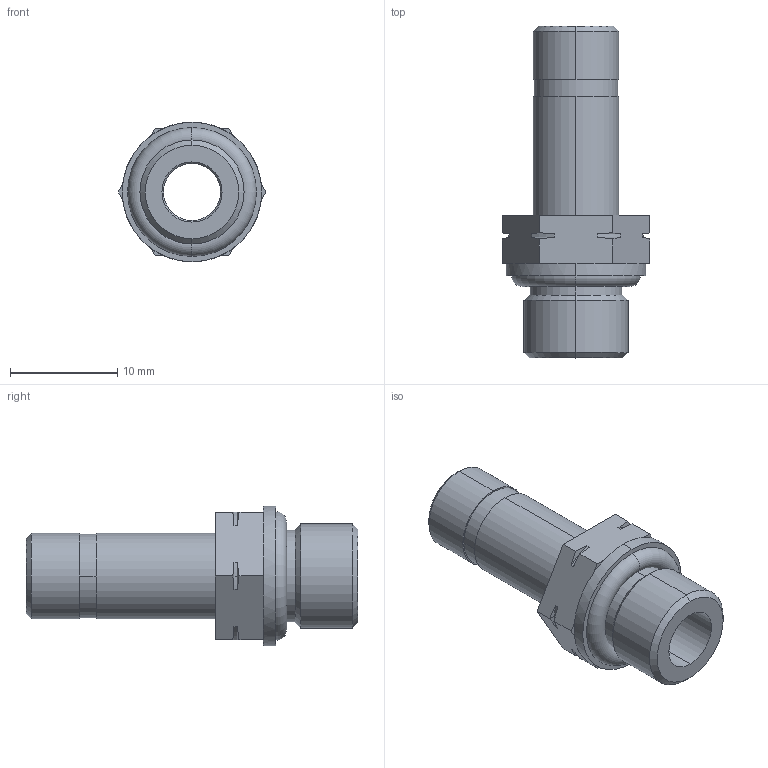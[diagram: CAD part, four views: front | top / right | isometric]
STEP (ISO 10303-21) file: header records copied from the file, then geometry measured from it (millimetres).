
FILE_DESCRIPTION (( 'STEP AP203' ), '1' );
FILE_NAME ('SA516-18N.step', '2016-02-15T19:55:11', ( '' ), ( '' ), 'SwSTEP 2.0', 'SolidWorks 2015', '' );
FILE_SCHEMA (( 'CONFIG_CONTROL_DESIGN' ));
Length unit declared in the file: millimetre
Products named in the file (1): SA516-18N
Bounding box: 13.74 x 30.93 x 13 mm (x, y, z)
Volume: 1489.1 mm3; surface area: 1868.6 mm2
Topology: 2 solids, 2 shells, 74 faces, 172 edges, 105 vertices
Faces by surface type: plane 25, cylinder 23, cone 22, torus 4
Entity records: 2204 total; most frequent: CARTESIAN_POINT 424, DIRECTION 371, ORIENTED_EDGE 344, EDGE_CURVE 172, AXIS2_PLACEMENT_3D 148, VERTEX_POINT 105, EDGE_LOOP 81, VECTOR 75
